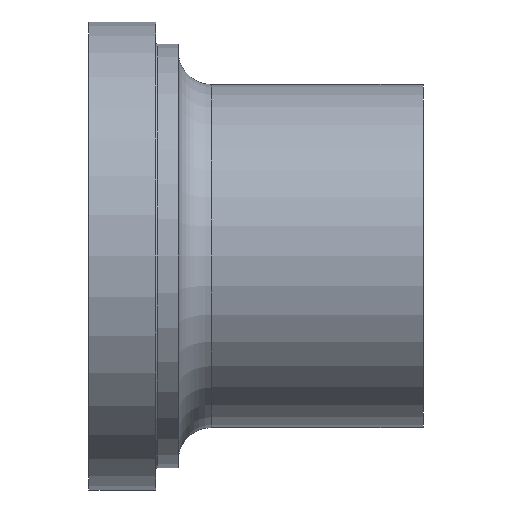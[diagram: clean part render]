
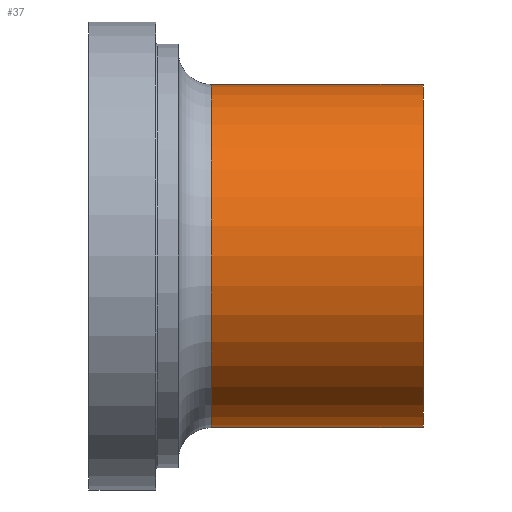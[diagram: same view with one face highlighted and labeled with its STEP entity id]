
A CAD part, front view. The second image highlights one B-rep face of the part: STEP entity #37.
In plain terms, the highlighted cylindrical face has radius 7.7 mm (diameter 15.4 mm), a full revolution.
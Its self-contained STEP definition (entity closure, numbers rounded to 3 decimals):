
#37 = ADVANCED_FACE( '', ( #80, #81 ), #82, .T. );
#80 = FACE_OUTER_BOUND( '', #139, .T. );
#81 = FACE_OUTER_BOUND( '', #140, .T. );
#82 = CYLINDRICAL_SURFACE( '', #141, 7.7 );
#139 = EDGE_LOOP( '', ( #192 ) );
#140 = EDGE_LOOP( '', ( #193 ) );
#141 = AXIS2_PLACEMENT_3D( '', #194, #195, #196 );
#192 = ORIENTED_EDGE( '', *, *, #270, .F. );
#193 = ORIENTED_EDGE( '', *, *, #271, .T. );
#194 = CARTESIAN_POINT( '', ( -60., 0., 0. ) );
#195 = DIRECTION( '', ( 1., 0., 0. ) );
#196 = DIRECTION( '', ( 0., 0., 1. ) );
#270 = EDGE_CURVE( '', #296, #296, #297, .T. );
#271 = EDGE_CURVE( '', #298, #298, #299, .T. );
#296 = VERTEX_POINT( '', #335 );
#297 = CIRCLE( '', #336, 7.7 );
#298 = VERTEX_POINT( '', #337 );
#299 = CIRCLE( '', #338, 7.7 );
#335 = CARTESIAN_POINT( '', ( 5.5, 0., 7.7 ) );
#336 = AXIS2_PLACEMENT_3D( '', #373, #374, #375 );
#337 = CARTESIAN_POINT( '', ( 15., 0., 7.7 ) );
#338 = AXIS2_PLACEMENT_3D( '', #376, #377, #378 );
#373 = CARTESIAN_POINT( '', ( 5.5, 0., 0. ) );
#374 = DIRECTION( '', ( -1., 0., 0. ) );
#375 = DIRECTION( '', ( 0., 0., 1. ) );
#376 = CARTESIAN_POINT( '', ( 15., 0., 0. ) );
#377 = DIRECTION( '', ( -1., 0., 0. ) );
#378 = DIRECTION( '', ( 0., 0., 1. ) );
